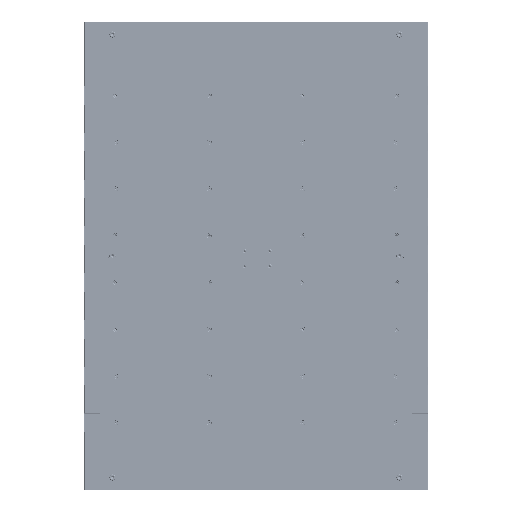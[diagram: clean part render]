
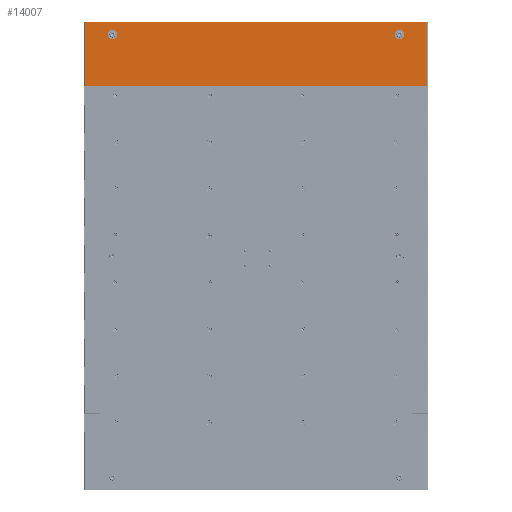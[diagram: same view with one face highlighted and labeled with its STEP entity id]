
A CAD part, top view. The second image highlights one B-rep face of the part: STEP entity #14007.
In plain terms, the highlighted planar face has unit normal (0, 0, 1).
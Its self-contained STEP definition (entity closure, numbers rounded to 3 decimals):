
#1589=FACE_BOUND('',#3681,.T.);
#1590=FACE_BOUND('',#3682,.T.);
#1815=PLANE('',#15449);
#2709=FACE_OUTER_BOUND('',#3680,.T.);
#3680=EDGE_LOOP('',(#11376,#11377,#11378,#11379));
#3681=EDGE_LOOP('',(#11380));
#3682=EDGE_LOOP('',(#11381));
#4612=LINE('',#27959,#5472);
#4618=LINE('',#27976,#5478);
#4648=LINE('',#28026,#5508);
#4649=LINE('',#28027,#5509);
#5472=VECTOR('',#18421,10.);
#5478=VECTOR('',#18437,10.);
#5508=VECTOR('',#18491,10.);
#5509=VECTOR('',#18492,10.);
#6242=CIRCLE('',#15450,7.95);
#6243=CIRCLE('',#15451,7.95);
#7089=VERTEX_POINT('',#27955);
#7091=VERTEX_POINT('',#27958);
#7097=VERTEX_POINT('',#27975);
#7105=VERTEX_POINT('',#28025);
#7106=VERTEX_POINT('',#28028);
#7107=VERTEX_POINT('',#28030);
#8601=EDGE_CURVE('',#7091,#7089,#4612,.T.);
#8610=EDGE_CURVE('',#7091,#7097,#4618,.T.);
#8642=EDGE_CURVE('',#7105,#7089,#4648,.T.);
#8643=EDGE_CURVE('',#7097,#7105,#4649,.T.);
#8644=EDGE_CURVE('',#7106,#7106,#6242,.T.);
#8645=EDGE_CURVE('',#7107,#7107,#6243,.T.);
#11376=ORIENTED_EDGE('',*,*,#8601,.T.);
#11377=ORIENTED_EDGE('',*,*,#8642,.F.);
#11378=ORIENTED_EDGE('',*,*,#8643,.F.);
#11379=ORIENTED_EDGE('',*,*,#8610,.F.);
#11380=ORIENTED_EDGE('',*,*,#8644,.T.);
#11381=ORIENTED_EDGE('',*,*,#8645,.T.);
#14007=ADVANCED_FACE('',(#2709,#1589,#1590),#1815,.T.);
#15449=AXIS2_PLACEMENT_3D('',#28024,#18489,#18490);
#15450=AXIS2_PLACEMENT_3D('',#28029,#18493,#18494);
#15451=AXIS2_PLACEMENT_3D('',#28031,#18495,#18496);
#18421=DIRECTION('',(1.,0.,0.));
#18437=DIRECTION('',(0.,1.,0.));
#18489=DIRECTION('center_axis',(0.,0.,1.));
#18490=DIRECTION('ref_axis',(1.,0.,0.));
#18491=DIRECTION('',(0.,-1.,0.));
#18492=DIRECTION('',(1.,0.,0.));
#18493=DIRECTION('center_axis',(0.,0.,-1.));
#18494=DIRECTION('ref_axis',(1.,0.,0.));
#18495=DIRECTION('center_axis',(0.,0.,-1.));
#18496=DIRECTION('ref_axis',(1.,0.,0.));
#27955=CARTESIAN_POINT('',(274.5,272.5,18.));
#27958=CARTESIAN_POINT('',(-274.5,272.5,18.));
#27959=CARTESIAN_POINT('',(137.5,272.5,18.));
#27975=CARTESIAN_POINT('',(-274.5,374.5,18.));
#27976=CARTESIAN_POINT('',(-274.5,187.5,18.));
#28024=CARTESIAN_POINT('Origin',(0.,0.,18.));
#28025=CARTESIAN_POINT('',(274.5,374.5,18.));
#28026=CARTESIAN_POINT('',(274.5,-187.5,18.));
#28027=CARTESIAN_POINT('',(137.5,374.5,18.));
#28028=CARTESIAN_POINT('',(-237.95,355.,18.));
#28029=CARTESIAN_POINT('Origin',(-230.,355.,18.));
#28030=CARTESIAN_POINT('',(222.05,355.,18.));
#28031=CARTESIAN_POINT('Origin',(230.,355.,18.));
